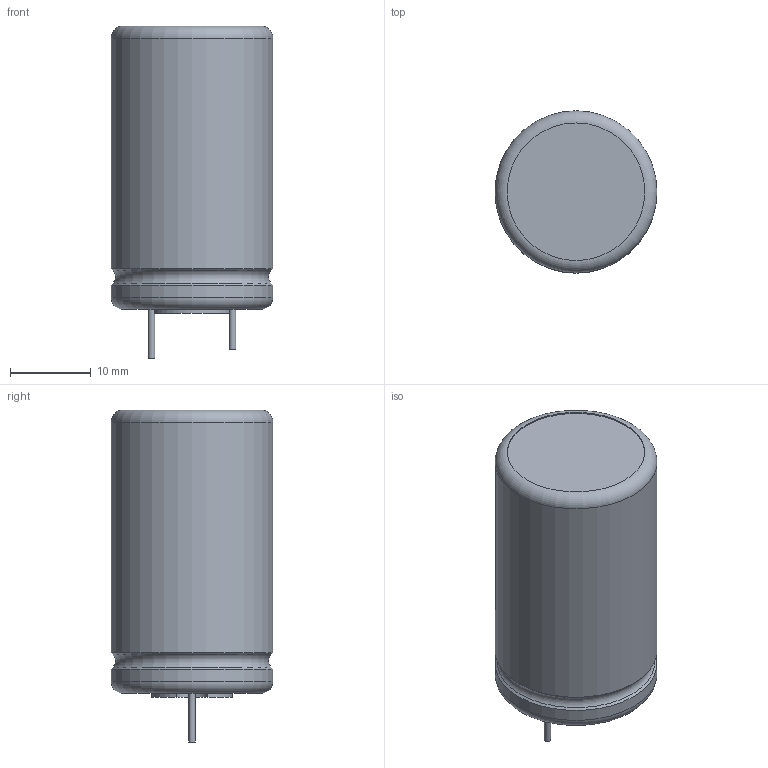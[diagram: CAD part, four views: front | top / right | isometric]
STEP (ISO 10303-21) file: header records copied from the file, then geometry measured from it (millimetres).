
FILE_DESCRIPTION(/* description */ ('STEP AP242','CAx-IF Rec.Pracs.---Representation and Presentation of Product Manufacturing Information (PMI)---4.0---2014-10-13','CAx-IF Rec.Pracs.---3D Tessellated Geometry---0.4---2014-09-14','2;1'),/* implementation_level */ '2;1');
FILE_NAME(/* name */ '619bf6dff943e77a95a3b9cd',/* time_stamp */ '2021-11-22T20:00:31+00:00',/* author */ (''),/* organization */ (''),/* preprocessor_version */ 'ST-DEVELOPER v18.1',/* originating_system */ ' ',/* authorisation */ ' ');
FILE_SCHEMA (('AP242_MANAGED_MODEL_BASED_3D_ENGINEERING_MIM_LF { 1 0 10303 442 1 1 4 }'));
Length unit declared in the file: metre
Products named in the file (2): CAP RAD CAN VERT
Bounding box: 20 x 20 x 41 mm (x, y, z)
Volume: 10861.5 mm3; surface area: 2958.3 mm2
Topology: 2 solids, 2 shells, 21 faces, 39 edges, 24 vertices
Faces by surface type: cylinder 10, plane 6, torus 3, cone 2
Full cylindrical faces by diameter (mm): 0.8 x2, 17 x2, 20 x2
Entity records: 531 total; most frequent: DIRECTION 94, CARTESIAN_POINT 71, ORIENTED_EDGE 52, AXIS2_PLACEMENT_3D 45, EDGE_LOOP 34, FACE_BOUND 34, EDGE_CURVE 26, CIRCLE 22
